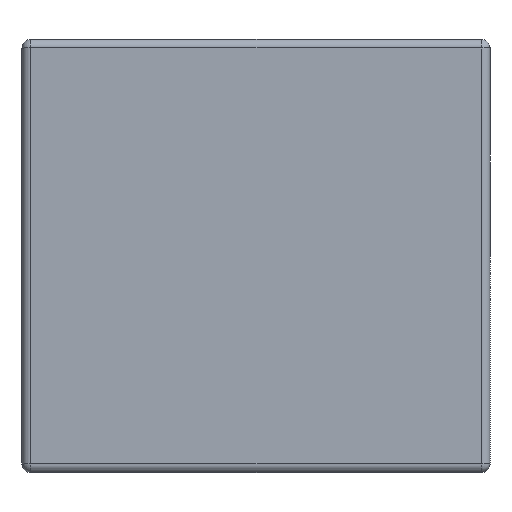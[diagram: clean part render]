
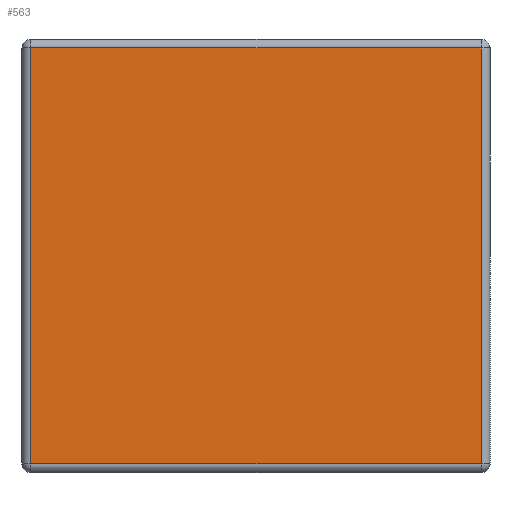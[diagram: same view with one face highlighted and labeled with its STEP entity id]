
A CAD part, left-side view. The second image highlights one B-rep face of the part: STEP entity #563.
In plain terms, the highlighted planar face has unit normal (-1, 0, 0).
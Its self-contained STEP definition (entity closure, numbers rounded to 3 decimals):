
#545 = VERTEX_POINT ( 'NONE', #1017 ) ;
#547 = ORIENTED_EDGE ( 'NONE', *, *, #548, .T. ) ;
#548 = EDGE_CURVE ( 'NONE', #545, #559, #1016, .T. ) ;
#549 = VERTEX_POINT ( 'NONE', #1012 ) ;
#551 = VERTEX_POINT ( 'NONE', #1011 ) ;
#552 = ORIENTED_EDGE ( 'NONE', *, *, #553, .T. ) ;
#553 = EDGE_CURVE ( 'NONE', #551, #545, #1010, .T. ) ;
#554 = ORIENTED_EDGE ( 'NONE', *, *, #555, .T. ) ;
#555 = EDGE_CURVE ( 'NONE', #549, #551, #1006, .T. ) ;
#556 = EDGE_CURVE ( 'NONE', #559, #549, #1054, .T. ) ;
#558 = EDGE_LOOP ( 'NONE', ( #554, #552, #547, #560 ) ) ;
#559 = VERTEX_POINT ( 'NONE', #1046 ) ;
#560 = ORIENTED_EDGE ( 'NONE', *, *, #556, .T. ) ;
#563 = ADVANCED_FACE ( 'NONE', ( #1077 ), #1062, .F. ) ;
#1005 = CARTESIAN_POINT ( 'NONE',  ( -1.6, 2.7, 1.2 ) ) ;
#1006 = LINE ( 'NONE', #1005, #1056 ) ;
#1007 = DIRECTION ( 'NONE',  ( 0., 0., -1. ) ) ;
#1008 = VECTOR ( 'NONE', #1007, 1000. ) ;
#1009 = CARTESIAN_POINT ( 'NONE',  ( -1.6, 2.65, 1.25 ) ) ;
#1010 = LINE ( 'NONE', #1009, #1008 ) ;
#1011 = CARTESIAN_POINT ( 'NONE',  ( -1.6, 2.65, 1.2 ) ) ;
#1012 = CARTESIAN_POINT ( 'NONE',  ( -1.6, 0.05, 1.2 ) ) ;
#1013 = DIRECTION ( 'NONE',  ( 0., -1., 0. ) ) ;
#1014 = VECTOR ( 'NONE', #1013, 1000. ) ;
#1015 = CARTESIAN_POINT ( 'NONE',  ( -1.6, 2.7, -1.2 ) ) ;
#1016 = LINE ( 'NONE', #1015, #1014 ) ;
#1017 = CARTESIAN_POINT ( 'NONE',  ( -1.6, 2.65, -1.2 ) ) ;
#1046 = CARTESIAN_POINT ( 'NONE',  ( -1.6, 0.05, -1.2 ) ) ;
#1051 = DIRECTION ( 'NONE',  ( 0., 0., 1. ) ) ;
#1052 = VECTOR ( 'NONE', #1051, 1000. ) ;
#1053 = CARTESIAN_POINT ( 'NONE',  ( -1.6, 0.05, 1.25 ) ) ;
#1054 = LINE ( 'NONE', #1053, #1052 ) ;
#1055 = DIRECTION ( 'NONE',  ( 0., 1., 0. ) ) ;
#1056 = VECTOR ( 'NONE', #1055, 1000. ) ;
#1057 = DIRECTION ( 'NONE',  ( 1., 0., 0. ) ) ;
#1058 = CARTESIAN_POINT ( 'NONE',  ( -1.6, 2.7, 1.25 ) ) ;
#1059 = AXIS2_PLACEMENT_3D ( 'NONE', #1058, #1057, #1111 ) ;
#1062 = PLANE ( 'NONE',  #1059 ) ;
#1077 = FACE_OUTER_BOUND ( 'NONE', #558, .T. ) ;
#1111 = DIRECTION ( 'NONE',  ( 0., 0., -1. ) ) ;
